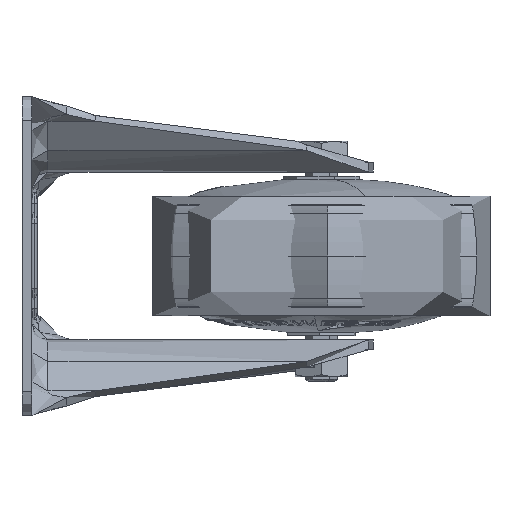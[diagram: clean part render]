
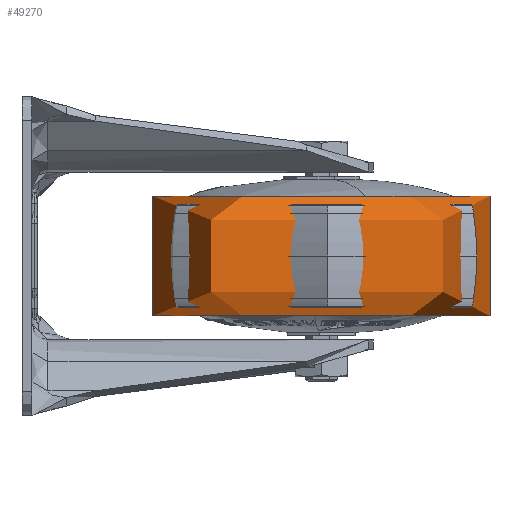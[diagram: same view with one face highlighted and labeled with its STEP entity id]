
A CAD part, left-side view. The second image highlights one B-rep face of the part: STEP entity #49270.
In plain terms, the highlighted free-form (B-spline) face has degree [3, 3] with [4, 4] control points.
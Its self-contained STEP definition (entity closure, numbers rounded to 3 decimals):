
#115 = CARTESIAN_POINT ( 'NONE',  ( 2.112, -132.711, -15. ) ) ;
#805 = DIRECTION ( 'NONE',  ( 0., 0., 1. ) ) ;
#1227 =( BOUNDED_CURVE ( )  B_SPLINE_CURVE ( 3, ( #21994, #35625, #2263, #18715 ),
 .UNSPECIFIED., .F., .F. ) 
 B_SPLINE_CURVE_WITH_KNOTS ( ( 4, 4 ),
 ( 0., 3.142 ),
 .UNSPECIFIED. ) 
 CURVE ( )  GEOMETRIC_REPRESENTATION_ITEM ( )  RATIONAL_B_SPLINE_CURVE ( ( 1., 0.333, 0.333, 1. ) ) 
 REPRESENTATION_ITEM ( '' )  );
#1441 = CARTESIAN_POINT ( 'NONE',  ( 1.545, -117.222, 15. ) ) ;
#1858 = CARTESIAN_POINT ( 'NONE',  ( 1.545, -117.222, -15. ) ) ;
#2263 = CARTESIAN_POINT ( 'NONE',  ( -2.112, -17.289, 15. ) ) ;
#3681 = EDGE_CURVE ( 'NONE', #49102, #29721, #52124, .T. ) ;
#4664 = CARTESIAN_POINT ( 'NONE',  ( 0., -75., 15. ) ) ;
#5901 = CARTESIAN_POINT ( 'NONE',  ( -2.112, -17.289, 15. ) ) ;
#7621 = ORIENTED_EDGE ( 'NONE', *, *, #26194, .T. ) ;
#8698 = CARTESIAN_POINT ( 'NONE',  ( -1.545, -32.778, 15. ) ) ;
#8728 = VERTEX_POINT ( 'NONE', #8698 ) ;
#8982 = CARTESIAN_POINT ( 'NONE',  ( 2.112, -132.711, 15. ) ) ;
#9000 = CARTESIAN_POINT ( 'NONE',  ( -1.545, -32.778, -15. ) ) ;
#9762 = CARTESIAN_POINT ( 'NONE',  ( -2.112, -17.289, -15. ) ) ;
#10910 = CARTESIAN_POINT ( 'NONE',  ( -85.988, -35.868, 15. ) ) ;
#12425 = VERTEX_POINT ( 'NONE', #9000 ) ;
#13421 = CIRCLE ( 'NONE', #38951, 42.25 ) ;
#13441 = CIRCLE ( 'NONE', #46628, 42.25 ) ;
#13835 = DIRECTION ( 'NONE',  ( -0.037, 0.999, 0. ) ) ;
#14133 = CARTESIAN_POINT ( 'NONE',  ( 0., -75., -15. ) ) ;
#14418 = ORIENTED_EDGE ( 'NONE', *, *, #3681, .T. ) ;
#15653 = CARTESIAN_POINT ( 'NONE',  ( 2.112, -132.711, -15. ) ) ;
#18307 = DIRECTION ( 'NONE',  ( -0.037, 0.999, 0. ) ) ;
#18715 = CARTESIAN_POINT ( 'NONE',  ( -1.545, -32.778, 15. ) ) ;
#19551 = CARTESIAN_POINT ( 'NONE',  ( -82.899, -120.311, 15. ) ) ;
#20420 = CARTESIAN_POINT ( 'NONE',  ( -117.534, -21.512, 15. ) ) ;
#21994 = CARTESIAN_POINT ( 'NONE',  ( -1.545, -32.778, -15. ) ) ;
#23350 = DIRECTION ( 'NONE',  ( 0., 0., 1. ) ) ;
#23995 = CARTESIAN_POINT ( 'NONE',  ( -113.311, -136.935, 15. ) ) ;
#26194 = EDGE_CURVE ( 'NONE', #12425, #49102, #13441, .T. ) ;
#27279 = CARTESIAN_POINT ( 'NONE',  ( 1.545, -117.222, -15. ) ) ;
#27862 = CARTESIAN_POINT ( 'NONE',  ( -117.534, -21.512, -15. ) ) ;
#29326 = CARTESIAN_POINT ( 'NONE',  ( 2.112, -132.711, 15. ) ) ;
#29721 = VERTEX_POINT ( 'NONE', #46321 ) ;
#35625 = CARTESIAN_POINT ( 'NONE',  ( -2.112, -17.289, -15. ) ) ;
#36563 = CARTESIAN_POINT ( 'NONE',  ( 1.545, -117.222, 15. ) ) ;
#38951 = AXIS2_PLACEMENT_3D ( 'NONE', #4664, #805, #18307 ) ;
#40337 = EDGE_CURVE ( 'NONE', #12425, #8728, #1227, .T. ) ;
#42037 = EDGE_LOOP ( 'NONE', ( #7621, #14418, #48721, #54508 ) ) ;
#42059 = CARTESIAN_POINT ( 'NONE',  ( -1.545, -32.778, 15. ) ) ;
#46321 = CARTESIAN_POINT ( 'NONE',  ( 1.545, -117.222, 15. ) ) ;
#46628 = AXIS2_PLACEMENT_3D ( 'NONE', #14133, #23350, #13835 ) ;
#47354 = EDGE_CURVE ( 'NONE', #8728, #29721, #13421, .T. ) ;
#48721 = ORIENTED_EDGE ( 'NONE', *, *, #47354, .F. ) ;
#49102 = VERTEX_POINT ( 'NONE', #1858 ) ;
#49270 = ADVANCED_FACE ( 'NONE', ( #54554 ), #55800, .F. ) ;
#49643 = CARTESIAN_POINT ( 'NONE',  ( 1.545, -117.222, -15. ) ) ;
#50433 = CARTESIAN_POINT ( 'NONE',  ( -82.899, -120.311, -15. ) ) ;
#52124 =( BOUNDED_CURVE ( )  B_SPLINE_CURVE ( 3, ( #49643, #115, #8982, #36563 ),
 .UNSPECIFIED., .F., .F. ) 
 B_SPLINE_CURVE_WITH_KNOTS ( ( 4, 4 ),
 ( 0., 3.142 ),
 .UNSPECIFIED. ) 
 CURVE ( )  GEOMETRIC_REPRESENTATION_ITEM ( )  RATIONAL_B_SPLINE_CURVE ( ( 1., 0.333, 0.333, 1. ) ) 
 REPRESENTATION_ITEM ( '' )  );
#53982 = CARTESIAN_POINT ( 'NONE',  ( -1.545, -32.778, -15. ) ) ;
#54508 = ORIENTED_EDGE ( 'NONE', *, *, #40337, .F. ) ;
#54554 = FACE_OUTER_BOUND ( 'NONE', #42037, .T. ) ;
#54852 = CARTESIAN_POINT ( 'NONE',  ( -85.988, -35.868, -15. ) ) ;
#55438 = CARTESIAN_POINT ( 'NONE',  ( -113.311, -136.935, -15. ) ) ;
#55800 =( BOUNDED_SURFACE ( )  B_SPLINE_SURFACE ( 3, 3, ( 
 ( #53982, #54852, #50433, #27279 ),
 ( #9762, #27862, #55438, #15653 ),
 ( #5901, #20420, #23995, #29326 ),
 ( #42059, #10910, #19551, #1441 ) ),
 .UNSPECIFIED., .F., .F., .F. ) 
 B_SPLINE_SURFACE_WITH_KNOTS ( ( 4, 4 ),
 ( 4, 4 ),
 ( 0., 1. ),
 ( 0., 1. ),
 .UNSPECIFIED. ) 
 GEOMETRIC_REPRESENTATION_ITEM ( )  RATIONAL_B_SPLINE_SURFACE ( (
 ( 1., 0.333, 0.333, 1.),
 ( 0.333, 0.111, 0.111, 0.333),
 ( 0.333, 0.111, 0.111, 0.333),
 ( 1., 0.333, 0.333, 1.) ) ) 
 REPRESENTATION_ITEM ( '' )  SURFACE ( )  );
